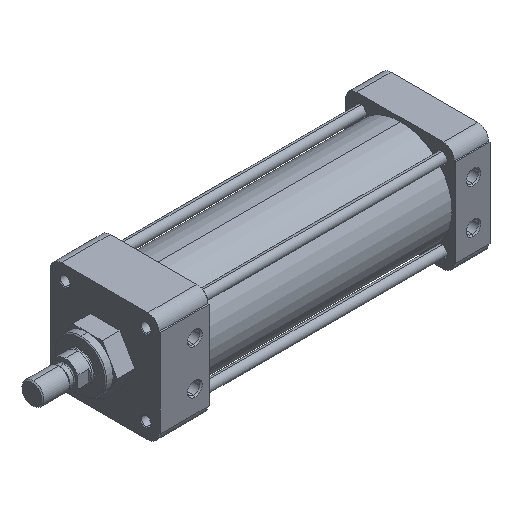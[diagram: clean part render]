
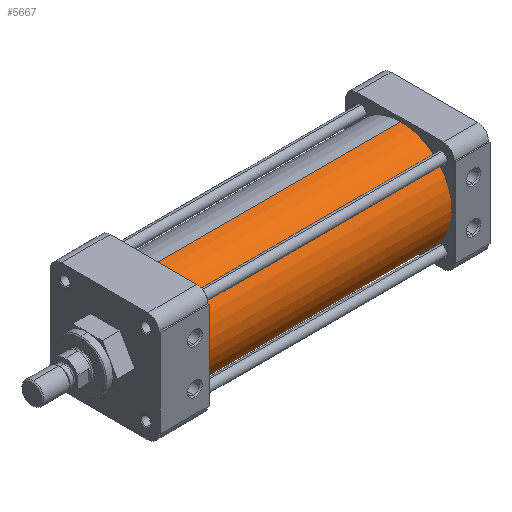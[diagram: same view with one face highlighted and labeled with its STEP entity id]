
A CAD part, isometric view. The second image highlights one B-rep face of the part: STEP entity #5667.
In plain terms, the highlighted cylindrical face has radius 44.45 mm (diameter 88.9 mm), a partial arc.
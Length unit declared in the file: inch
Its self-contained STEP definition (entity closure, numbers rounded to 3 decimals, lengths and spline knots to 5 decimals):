
#55 = EDGE_CURVE ( 'NONE', #12304, #612, #6135, .T. ) ;
#407 = DIRECTION ( 'NONE',  ( 0., 0., -1. ) ) ;
#416 = VERTEX_POINT ( 'NONE', #9486 ) ;
#424 = DIRECTION ( 'NONE',  ( 1., 0., 0. ) ) ;
#479 = CARTESIAN_POINT ( 'NONE',  ( 1.67, 0., 0. ) ) ;
#505 = ORIENTED_EDGE ( 'NONE', *, *, #55, .T. ) ;
#612 = VERTEX_POINT ( 'NONE', #6187 ) ;
#3464 = EDGE_CURVE ( 'NONE', #12304, #9504, #5852, .T. ) ;
#4675 = CARTESIAN_POINT ( 'NONE',  ( 1.67, 0., 1.75 ) ) ;
#5667 = ADVANCED_FACE ( 'NONE', ( #7671 ), #12231, .T. ) ;
#5709 = EDGE_LOOP ( 'NONE', ( #7917, #505, #11462, #7190 ) ) ;
#5852 = LINE ( 'NONE', #6091, #11837 ) ;
#5981 = CARTESIAN_POINT ( 'NONE',  ( 10.076, 0., 0. ) ) ;
#6091 = CARTESIAN_POINT ( 'NONE',  ( 10.076, 0., 1.75 ) ) ;
#6135 = CIRCLE ( 'NONE', #12045, 1.75 ) ;
#6187 = CARTESIAN_POINT ( 'NONE',  ( 1.67, 0., -1.75 ) ) ;
#7168 = DIRECTION ( 'NONE',  ( 0., 0., -1. ) ) ;
#7190 = ORIENTED_EDGE ( 'NONE', *, *, #13808, .T. ) ;
#7567 = CARTESIAN_POINT ( 'NONE',  ( 10.076, 0., 1.75 ) ) ;
#7671 = FACE_OUTER_BOUND ( 'NONE', #5709, .T. ) ;
#7679 = DIRECTION ( 'NONE',  ( 1., 0., 0. ) ) ;
#7719 = DIRECTION ( 'NONE',  ( 0., 0., -1. ) ) ;
#7890 = LINE ( 'NONE', #8616, #13491 ) ;
#7917 = ORIENTED_EDGE ( 'NONE', *, *, #3464, .F. ) ;
#8616 = CARTESIAN_POINT ( 'NONE',  ( 10.076, 0., -1.75 ) ) ;
#9486 = CARTESIAN_POINT ( 'NONE',  ( 10.076, 0., -1.75 ) ) ;
#9504 = VERTEX_POINT ( 'NONE', #7567 ) ;
#10315 = CIRCLE ( 'NONE', #11540, 1.75 ) ;
#11099 = EDGE_CURVE ( 'NONE', #612, #416, #7890, .T. ) ;
#11462 = ORIENTED_EDGE ( 'NONE', *, *, #11099, .T. ) ;
#11540 = AXIS2_PLACEMENT_3D ( 'NONE', #5981, #13857, #7168 ) ;
#11837 = VECTOR ( 'NONE', #13972, 39.37008 ) ;
#12045 = AXIS2_PLACEMENT_3D ( 'NONE', #479, #424, #407 ) ;
#12231 = CYLINDRICAL_SURFACE ( 'NONE', #13257, 1.75 ) ;
#12304 = VERTEX_POINT ( 'NONE', #4675 ) ;
#13104 = DIRECTION ( 'NONE',  ( 1., 0., 0. ) ) ;
#13257 = AXIS2_PLACEMENT_3D ( 'NONE', #14443, #7679, #7719 ) ;
#13491 = VECTOR ( 'NONE', #13104, 39.37008 ) ;
#13808 = EDGE_CURVE ( 'NONE', #416, #9504, #10315, .T. ) ;
#13857 = DIRECTION ( 'NONE',  ( -1., 0., 0. ) ) ;
#13972 = DIRECTION ( 'NONE',  ( 1., 0., 0. ) ) ;
#14443 = CARTESIAN_POINT ( 'NONE',  ( 10.076, 0., 0. ) ) ;
